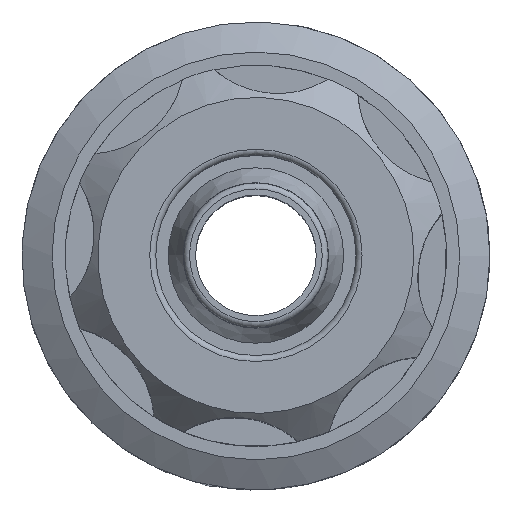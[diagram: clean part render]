
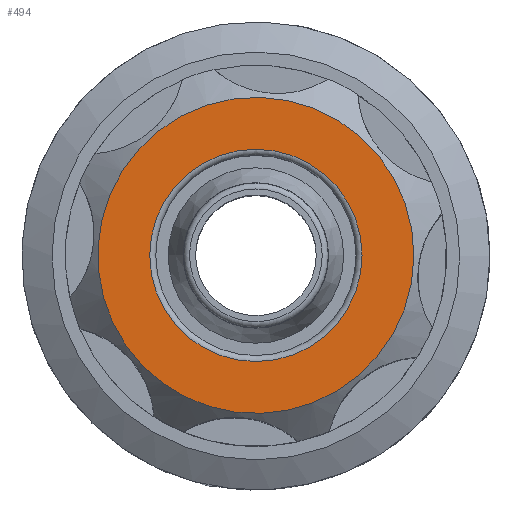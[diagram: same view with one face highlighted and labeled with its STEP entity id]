
A CAD part, top view. The second image highlights one B-rep face of the part: STEP entity #494.
In plain terms, the highlighted planar face has unit normal (0, 0, 1).
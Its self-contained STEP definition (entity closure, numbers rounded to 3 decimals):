
#463=CARTESIAN_POINT('',(2.838,-3.362,31.));
#464=VERTEX_POINT('',#463);
#465=CARTESIAN_POINT('',(0.,0.,31.));
#466=DIRECTION('',(0.,0.,1.0));
#467=DIRECTION('',(-0.645,0.764,0.));
#468=AXIS2_PLACEMENT_3D('',#465,#466,#467);
#469=CIRCLE('',#468,4.4);
#470=EDGE_CURVE('',#464,#464,#469,.T.);
#475=CARTESIAN_POINT('',(0.,0.,31.));
#476=DIRECTION('',(0.0,0.0,-1.0));
#477=DIRECTION('',(-0.645,0.764,0.0));
#478=AXIS2_PLACEMENT_3D('',#475,#476,#477);
#479=PLANE('',#478);
#480=CARTESIAN_POINT('',(4.225,-5.006,31.));
#481=VERTEX_POINT('',#480);
#482=CARTESIAN_POINT('',(0.,0.,31.));
#483=DIRECTION('',(0.,0.,-1.0));
#484=DIRECTION('',(-0.645,0.764,0.));
#485=AXIS2_PLACEMENT_3D('',#482,#483,#484);
#486=CIRCLE('',#485,6.55);
#487=EDGE_CURVE('',#481,#481,#486,.T.);
#488=ORIENTED_EDGE('',*,*,#487,.F.);
#489=EDGE_LOOP('',(#488));
#490=FACE_OUTER_BOUND('',#489,.T.);
#491=ORIENTED_EDGE('',*,*,#470,.F.);
#492=EDGE_LOOP('',(#491));
#493=FACE_BOUND('',#492,.T.);
#494=ADVANCED_FACE('',(#490,#493),#479,.F.);
